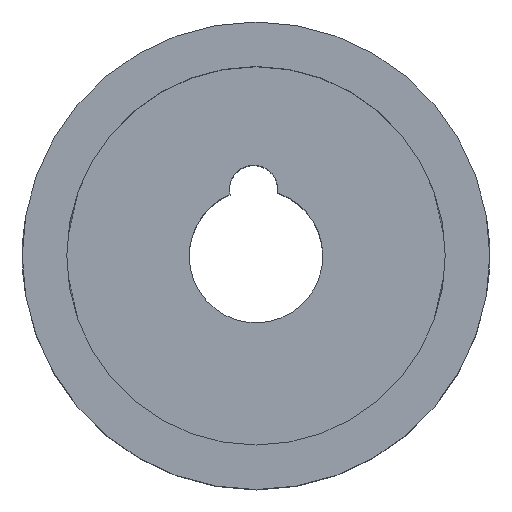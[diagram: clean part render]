
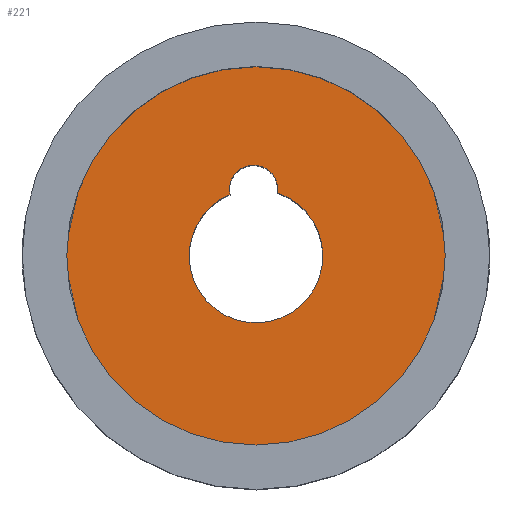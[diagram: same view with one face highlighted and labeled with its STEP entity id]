
A CAD part, top view. The second image highlights one B-rep face of the part: STEP entity #221.
In plain terms, the highlighted planar face has unit normal (0, 0, 1).
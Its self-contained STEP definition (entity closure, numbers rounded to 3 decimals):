
#27=FACE_BOUND('',#49,.T.);
#32=PLANE('',#249);
#36=FACE_OUTER_BOUND('',#48,.T.);
#48=EDGE_LOOP('',(#153));
#49=EDGE_LOOP('',(#154,#155));
#84=CIRCLE('',#247,1.086);
#86=CIRCLE('',#250,8.5);
#87=CIRCLE('',#251,3.);
#96=VERTEX_POINT('',#332);
#97=VERTEX_POINT('',#333);
#100=VERTEX_POINT('',#341);
#117=EDGE_CURVE('',#96,#97,#84,.T.);
#121=EDGE_CURVE('',#100,#100,#86,.T.);
#122=EDGE_CURVE('',#96,#97,#87,.T.);
#153=ORIENTED_EDGE('',*,*,#121,.F.);
#154=ORIENTED_EDGE('',*,*,#117,.T.);
#155=ORIENTED_EDGE('',*,*,#122,.F.);
#221=ADVANCED_FACE('',(#36,#27),#32,.T.);
#247=AXIS2_PLACEMENT_3D('',#334,#274,#275);
#249=AXIS2_PLACEMENT_3D('',#340,#280,#281);
#250=AXIS2_PLACEMENT_3D('',#342,#282,#283);
#251=AXIS2_PLACEMENT_3D('',#343,#284,#285);
#274=DIRECTION('center_axis',(0.,0.,-1.));
#275=DIRECTION('ref_axis',(0.989,-0.146,0.));
#280=DIRECTION('center_axis',(0.,0.,1.));
#281=DIRECTION('ref_axis',(1.,0.,0.));
#282=DIRECTION('center_axis',(0.,0.,-1.));
#283=DIRECTION('ref_axis',(1.,0.,0.));
#284=DIRECTION('center_axis',(0.,0.,1.));
#285=DIRECTION('ref_axis',(1.,0.,0.));
#332=CARTESIAN_POINT('',(-1.168,2.763,5.));
#333=CARTESIAN_POINT('',(0.967,2.84,5.));
#334=CARTESIAN_POINT('Origin',(-0.107,2.998,5.));
#340=CARTESIAN_POINT('Origin',(0.,0.,5.));
#341=CARTESIAN_POINT('',(-8.5,0.,5.));
#342=CARTESIAN_POINT('Origin',(0.,0.,5.));
#343=CARTESIAN_POINT('Origin',(0.,0.,5.));
